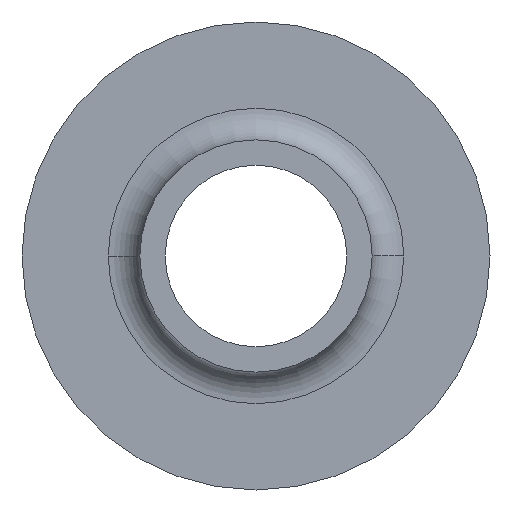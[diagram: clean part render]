
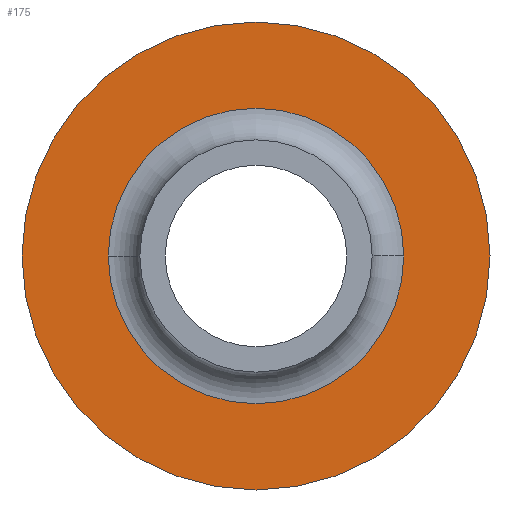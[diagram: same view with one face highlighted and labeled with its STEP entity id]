
A CAD part, front view. The second image highlights one B-rep face of the part: STEP entity #175.
In plain terms, the highlighted planar face has unit normal (0, -1, 0).
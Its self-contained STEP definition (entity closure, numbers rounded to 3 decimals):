
#5 = VERTEX_POINT ( 'NONE', #301 ) ;
#6 = CARTESIAN_POINT ( 'NONE',  ( 0., 2.5, 0. ) ) ;
#8 = CARTESIAN_POINT ( 'NONE',  ( -11.68, 2.5, 0. ) ) ;
#9 = VERTEX_POINT ( 'NONE', #253 ) ;
#32 = DIRECTION ( 'NONE',  ( 0., 1., 0. ) ) ;
#35 = EDGE_LOOP ( 'NONE', ( #225, #242 ) ) ;
#40 = CIRCLE ( 'NONE', #55, 11.68 ) ;
#49 = PLANE ( 'NONE',  #76 ) ;
#55 = AXIS2_PLACEMENT_3D ( 'NONE', #282, #123, #166 ) ;
#76 = AXIS2_PLACEMENT_3D ( 'NONE', #113, #229, #342 ) ;
#102 = AXIS2_PLACEMENT_3D ( 'NONE', #210, #378, #231 ) ;
#113 = CARTESIAN_POINT ( 'NONE',  ( 0., 2.5, 0. ) ) ;
#123 = DIRECTION ( 'NONE',  ( 0., 1., 0. ) ) ;
#160 = CIRCLE ( 'NONE', #269, 11.68 ) ;
#166 = DIRECTION ( 'NONE',  ( -1., 0., 0. ) ) ;
#175 = ADVANCED_FACE ( 'NONE', ( #291, #345 ), #49, .F. ) ;
#193 = DIRECTION ( 'NONE',  ( -1., 0., 0. ) ) ;
#210 = CARTESIAN_POINT ( 'NONE',  ( -11.68, 2.5, 0. ) ) ;
#222 = CIRCLE ( 'NONE', #102, 18.5 ) ;
#224 = EDGE_CURVE ( 'NONE', #5, #266, #222, .T. ) ;
#225 = ORIENTED_EDGE ( 'NONE', *, *, #279, .T. ) ;
#229 = DIRECTION ( 'NONE',  ( 0., 1., 0. ) ) ;
#231 = DIRECTION ( 'NONE',  ( -1., 0., 0. ) ) ;
#238 = CIRCLE ( 'NONE', #321, 18.5 ) ;
#239 = EDGE_CURVE ( 'NONE', #256, #9, #40, .T. ) ;
#242 = ORIENTED_EDGE ( 'NONE', *, *, #239, .T. ) ;
#253 = CARTESIAN_POINT ( 'NONE',  ( -23.36, 2.5, 0. ) ) ;
#256 = VERTEX_POINT ( 'NONE', #6 ) ;
#259 = ORIENTED_EDGE ( 'NONE', *, *, #224, .F. ) ;
#266 = VERTEX_POINT ( 'NONE', #357 ) ;
#267 = DIRECTION ( 'NONE',  ( 0., 1., 0. ) ) ;
#269 = AXIS2_PLACEMENT_3D ( 'NONE', #293, #267, #270 ) ;
#270 = DIRECTION ( 'NONE',  ( -1., 0., 0. ) ) ;
#275 = ORIENTED_EDGE ( 'NONE', *, *, #343, .F. ) ;
#279 = EDGE_CURVE ( 'NONE', #9, #256, #160, .T. ) ;
#282 = CARTESIAN_POINT ( 'NONE',  ( -11.68, 2.5, 0. ) ) ;
#291 = FACE_OUTER_BOUND ( 'NONE', #299, .T. ) ;
#293 = CARTESIAN_POINT ( 'NONE',  ( -11.68, 2.5, 0. ) ) ;
#299 = EDGE_LOOP ( 'NONE', ( #259, #275 ) ) ;
#301 = CARTESIAN_POINT ( 'NONE',  ( -30.18, 2.5, 0. ) ) ;
#321 = AXIS2_PLACEMENT_3D ( 'NONE', #8, #32, #193 ) ;
#342 = DIRECTION ( 'NONE',  ( -1., 0., 0. ) ) ;
#343 = EDGE_CURVE ( 'NONE', #266, #5, #238, .T. ) ;
#345 = FACE_BOUND ( 'NONE', #35, .T. ) ;
#357 = CARTESIAN_POINT ( 'NONE',  ( 6.82, 2.5, 0. ) ) ;
#378 = DIRECTION ( 'NONE',  ( 0., 1., 0. ) ) ;
